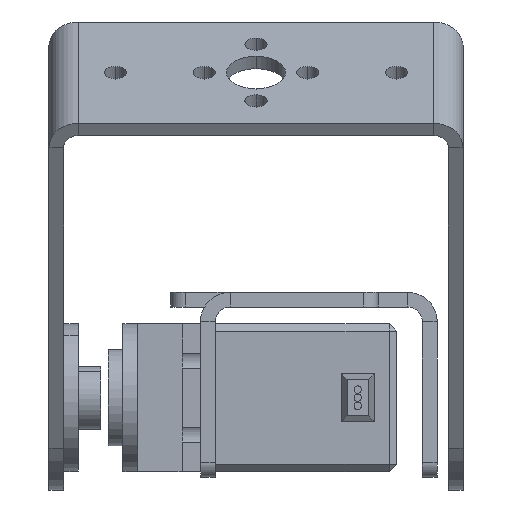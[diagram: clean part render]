
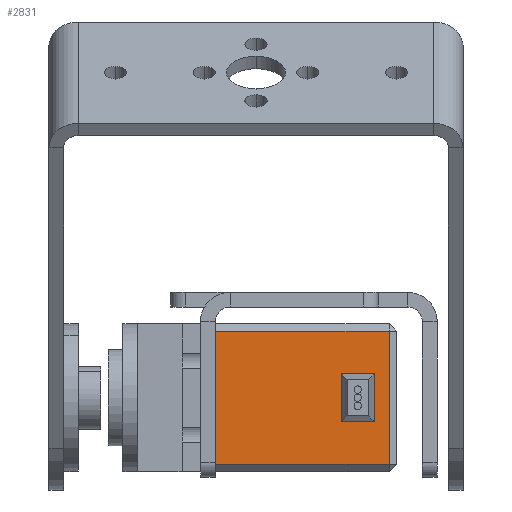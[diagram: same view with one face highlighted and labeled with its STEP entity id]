
A CAD part, left-side view. The second image highlights one B-rep face of the part: STEP entity #2831.
In plain terms, the highlighted face is planar.
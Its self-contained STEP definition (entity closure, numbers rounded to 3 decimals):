
#334 = CARTESIAN_POINT ( 'NONE',  ( 20.5, 3., 3.25 ) ) ;
#533 = EDGE_CURVE ( 'NONE', #9190, #3718, #7288, .T. ) ;
#600 = VERTEX_POINT ( 'NONE', #8734 ) ;
#1001 = VECTOR ( 'NONE', #1091, 1000. ) ;
#1091 = DIRECTION ( 'NONE',  ( 0., 0., -1. ) ) ;
#1290 = DIRECTION ( 'NONE',  ( 0., 0., 1. ) ) ;
#1363 = VECTOR ( 'NONE', #7673, 1000. ) ;
#1491 = CARTESIAN_POINT ( 'NONE',  ( 20.5, 26.5, 9. ) ) ;
#1542 = CARTESIAN_POINT ( 'NONE',  ( 20.5, 35., -9. ) ) ;
#1646 = EDGE_CURVE ( 'NONE', #3718, #1855, #8460, .T. ) ;
#1855 = VERTEX_POINT ( 'NONE', #5690 ) ;
#1997 = CARTESIAN_POINT ( 'NONE',  ( 20.5, 35., -10. ) ) ;
#2015 = VECTOR ( 'NONE', #4555, 1000. ) ;
#2038 = CARTESIAN_POINT ( 'NONE',  ( 20.5, 3., 3.25 ) ) ;
#2051 = EDGE_LOOP ( 'NONE', ( #4506, #7472, #8499, #3472 ) ) ;
#2114 = LINE ( 'NONE', #3188, #9259 ) ;
#2133 = VECTOR ( 'NONE', #7209, 1000. ) ;
#2254 = ORIENTED_EDGE ( 'NONE', *, *, #7557, .T. ) ;
#2393 = DIRECTION ( 'NONE',  ( 0., 0., -1. ) ) ;
#2435 = CARTESIAN_POINT ( 'NONE',  ( 20.5, 1., -10. ) ) ;
#2509 = VECTOR ( 'NONE', #2393, 1000. ) ;
#2534 = ORIENTED_EDGE ( 'NONE', *, *, #5453, .F. ) ;
#2537 = EDGE_LOOP ( 'NONE', ( #2534, #2254, #3107, #9224 ) ) ;
#2637 = FACE_BOUND ( 'NONE', #2537, .T. ) ;
#2757 = CARTESIAN_POINT ( 'NONE',  ( 20.5, 26.5, -10. ) ) ;
#2831 = ADVANCED_FACE ( 'NONE', ( #4630, #2637 ), #5029, .F. ) ;
#2846 = LINE ( 'NONE', #2757, #2133 ) ;
#2977 = LINE ( 'NONE', #334, #1001 ) ;
#3045 = AXIS2_PLACEMENT_3D ( 'NONE', #1997, #5762, #1290 ) ;
#3107 = ORIENTED_EDGE ( 'NONE', *, *, #9106, .T. ) ;
#3158 = DIRECTION ( 'NONE',  ( 0., -1., 0. ) ) ;
#3188 = CARTESIAN_POINT ( 'NONE',  ( 20.5, 7.5, 3.25 ) ) ;
#3209 = CARTESIAN_POINT ( 'NONE',  ( 20.5, 7.5, 3.25 ) ) ;
#3218 = CARTESIAN_POINT ( 'NONE',  ( 20.5, 7.5, 3.25 ) ) ;
#3399 = EDGE_CURVE ( 'NONE', #5177, #600, #2977, .T. ) ;
#3429 = CARTESIAN_POINT ( 'NONE',  ( 20.5, 7.5, -3.25 ) ) ;
#3472 = ORIENTED_EDGE ( 'NONE', *, *, #4324, .T. ) ;
#3610 = CARTESIAN_POINT ( 'NONE',  ( 20.5, 7.5, -3.25 ) ) ;
#3718 = VERTEX_POINT ( 'NONE', #3793 ) ;
#3793 = CARTESIAN_POINT ( 'NONE',  ( 20.5, 1., 9. ) ) ;
#3797 = CARTESIAN_POINT ( 'NONE',  ( 20.5, 35., 9. ) ) ;
#4008 = LINE ( 'NONE', #1542, #2015 ) ;
#4126 = VECTOR ( 'NONE', #6605, 1000. ) ;
#4211 = DIRECTION ( 'NONE',  ( 0., -1., 0. ) ) ;
#4324 = EDGE_CURVE ( 'NONE', #1855, #6984, #4008, .T. ) ;
#4506 = ORIENTED_EDGE ( 'NONE', *, *, #9593, .T. ) ;
#4555 = DIRECTION ( 'NONE',  ( 0., 1., 0. ) ) ;
#4630 = FACE_OUTER_BOUND ( 'NONE', #2051, .T. ) ;
#5029 = PLANE ( 'NONE',  #3045 ) ;
#5177 = VERTEX_POINT ( 'NONE', #2038 ) ;
#5453 = EDGE_CURVE ( 'NONE', #9350, #5177, #2114, .T. ) ;
#5690 = CARTESIAN_POINT ( 'NONE',  ( 20.5, 1., -9. ) ) ;
#5762 = DIRECTION ( 'NONE',  ( -1., 0., 0. ) ) ;
#6111 = LINE ( 'NONE', #3610, #4126 ) ;
#6206 = VERTEX_POINT ( 'NONE', #3429 ) ;
#6400 = CARTESIAN_POINT ( 'NONE',  ( 20.5, 26.5, -9. ) ) ;
#6605 = DIRECTION ( 'NONE',  ( 0., -1., 0. ) ) ;
#6984 = VERTEX_POINT ( 'NONE', #6400 ) ;
#7057 = LINE ( 'NONE', #3209, #1363 ) ;
#7209 = DIRECTION ( 'NONE',  ( 0., 0., 1. ) ) ;
#7288 = LINE ( 'NONE', #3797, #9064 ) ;
#7472 = ORIENTED_EDGE ( 'NONE', *, *, #533, .T. ) ;
#7557 = EDGE_CURVE ( 'NONE', #9350, #6206, #7057, .T. ) ;
#7673 = DIRECTION ( 'NONE',  ( 0., 0., -1. ) ) ;
#8460 = LINE ( 'NONE', #2435, #2509 ) ;
#8499 = ORIENTED_EDGE ( 'NONE', *, *, #1646, .T. ) ;
#8734 = CARTESIAN_POINT ( 'NONE',  ( 20.5, 3., -3.25 ) ) ;
#9064 = VECTOR ( 'NONE', #4211, 1000. ) ;
#9106 = EDGE_CURVE ( 'NONE', #6206, #600, #6111, .T. ) ;
#9190 = VERTEX_POINT ( 'NONE', #1491 ) ;
#9224 = ORIENTED_EDGE ( 'NONE', *, *, #3399, .F. ) ;
#9259 = VECTOR ( 'NONE', #3158, 1000. ) ;
#9350 = VERTEX_POINT ( 'NONE', #3218 ) ;
#9593 = EDGE_CURVE ( 'NONE', #6984, #9190, #2846, .T. ) ;
